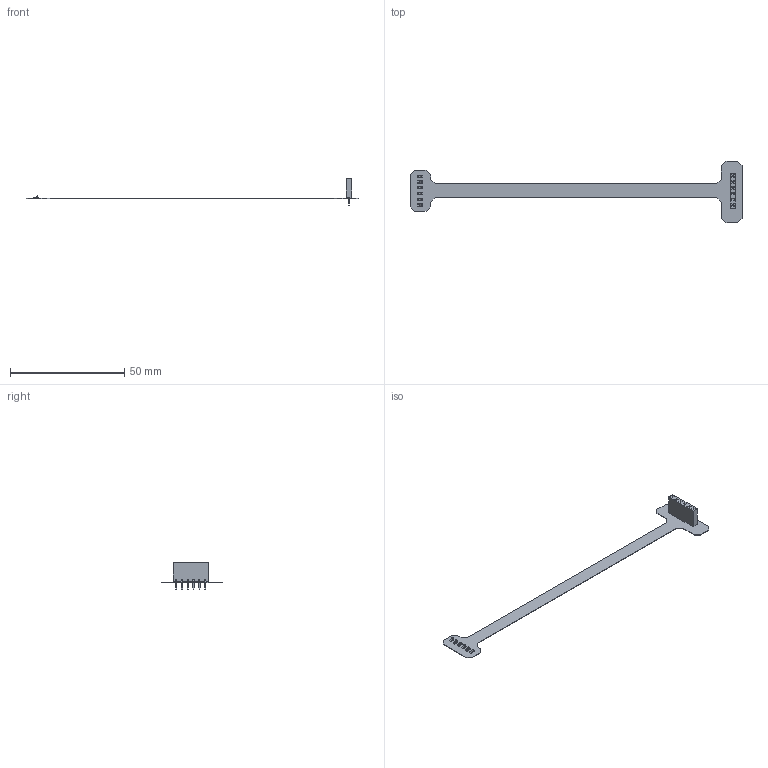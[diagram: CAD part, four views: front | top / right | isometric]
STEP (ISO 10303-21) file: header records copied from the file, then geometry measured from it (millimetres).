
FILE_DESCRIPTION(('KiCad electronic assembly'),'2;1');
FILE_NAME('Breakout-Flex-PCB-Testing-Stand.step','2025-05-20T21:52:04',( 'Pcbnew'),('Kicad'),'Open CASCADE STEP processor 7.8', 'KiCad to STEP converter','Unknown');
FILE_SCHEMA(('AUTOMOTIVE_DESIGN { 1 0 10303 214 1 1 1 1 }'));
Length unit declared in the file: millimetre
Products named in the file (6): Breakout-Flex-PCB-Testing-Stand 1; 2306334-3; C-2306334-3; PinSocket_1x06_P2.54mm_Vertical; Breakout-Flex-PCB-Testing-Stand_PCB
Assembly tree (10 placements, depth 3):
  Breakout-Flex-PCB-Testing-Stand 1
    2306334-3  x6
      C-2306334-3
    PinSocket_1x06_P2.54mm_Vertical
      PinSocket_1x06_P2.54mm_Vertical
    Breakout-Flex-PCB-Testing-Stand_PCB
Bounding box: 145 x 27 x 11.6 mm (x, y, z)
Volume: 542.4 mm3; surface area: 2977.8 mm2
Topology: 8 solids, 8 shells, 930 faces, 2568 edges, 1654 vertices
Faces by surface type: plane 564, cylinder 288, bspline 42, cone 24, sphere 12
Full cylindrical faces by diameter (mm): 1 x6
Entity records: 11760 total; most frequent: CARTESIAN_POINT 2422, ORIENTED_EDGE 1722, DIRECTION 1580, EDGE_CURVE 861, LINE 720, VECTOR 720, VERTEX_POINT 559, AXIS2_PLACEMENT_3D 430
